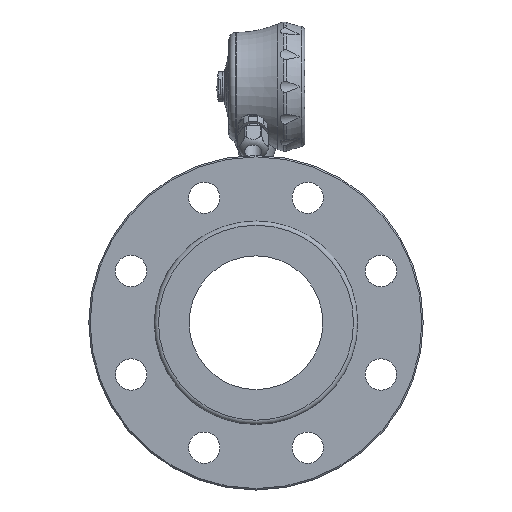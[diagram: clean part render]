
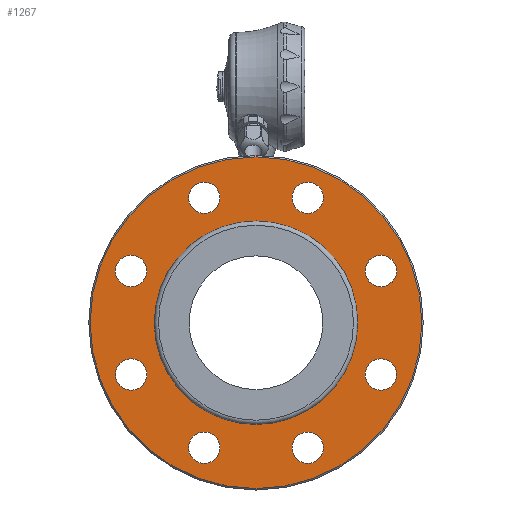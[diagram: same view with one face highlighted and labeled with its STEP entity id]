
A CAD part, front view. The second image highlights one B-rep face of the part: STEP entity #1267.
In plain terms, the highlighted planar face has unit normal (0, -1, 0).
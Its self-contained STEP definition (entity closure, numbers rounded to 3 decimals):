
#1267 = ADVANCED_FACE( '', ( #2778, #2779, #2780, #2781, #2782, #2783, #2784, #2785, #2786, #2787 ), #2788, .T. );
#2778 = FACE_OUTER_BOUND( '', #4971, .T. );
#2779 = FACE_BOUND( '', #4972, .T. );
#2780 = FACE_BOUND( '', #4973, .T. );
#2781 = FACE_BOUND( '', #4974, .T. );
#2782 = FACE_BOUND( '', #4975, .T. );
#2783 = FACE_BOUND( '', #4976, .T. );
#2784 = FACE_BOUND( '', #4977, .T. );
#2785 = FACE_BOUND( '', #4978, .T. );
#2786 = FACE_BOUND( '', #4979, .T. );
#2787 = FACE_BOUND( '', #4980, .T. );
#2788 = PLANE( '', #4981 );
#4971 = EDGE_LOOP( '', ( #8989 ) );
#4972 = EDGE_LOOP( '', ( #8990 ) );
#4973 = EDGE_LOOP( '', ( #8991 ) );
#4974 = EDGE_LOOP( '', ( #8992 ) );
#4975 = EDGE_LOOP( '', ( #8993 ) );
#4976 = EDGE_LOOP( '', ( #8994 ) );
#4977 = EDGE_LOOP( '', ( #8995 ) );
#4978 = EDGE_LOOP( '', ( #8996 ) );
#4979 = EDGE_LOOP( '', ( #8997 ) );
#4980 = EDGE_LOOP( '', ( #8998 ) );
#4981 = AXIS2_PLACEMENT_3D( '', #8999, #9000, #9001 );
#8989 = ORIENTED_EDGE( '', *, *, #11803, .T. );
#8990 = ORIENTED_EDGE( '', *, *, #10331, .F. );
#8991 = ORIENTED_EDGE( '', *, *, #11666, .F. );
#8992 = ORIENTED_EDGE( '', *, *, #11804, .F. );
#8993 = ORIENTED_EDGE( '', *, *, #11805, .F. );
#8994 = ORIENTED_EDGE( '', *, *, #11744, .F. );
#8995 = ORIENTED_EDGE( '', *, *, #10792, .F. );
#8996 = ORIENTED_EDGE( '', *, *, #11738, .F. );
#8997 = ORIENTED_EDGE( '', *, *, #10836, .F. );
#8998 = ORIENTED_EDGE( '', *, *, #11806, .F. );
#8999 = CARTESIAN_POINT( '', ( 0., -117., 71.5 ) );
#9000 = DIRECTION( '', ( 0., -1., 0. ) );
#9001 = DIRECTION( '', ( 0., 0., 1. ) );
#10331 = EDGE_CURVE( '', #12137, #12137, #12138, .T. );
#10792 = EDGE_CURVE( '', #12940, #12940, #12941, .T. );
#10836 = EDGE_CURVE( '', #13014, #13014, #13015, .T. );
#11666 = EDGE_CURVE( '', #14236, #14236, #14237, .T. );
#11738 = EDGE_CURVE( '', #14326, #14326, #14327, .T. );
#11744 = EDGE_CURVE( '', #14334, #14334, #14335, .T. );
#11803 = EDGE_CURVE( '', #14406, #14406, #14407, .T. );
#11804 = EDGE_CURVE( '', #14408, #14408, #14409, .T. );
#11805 = EDGE_CURVE( '', #14410, #14410, #14411, .T. );
#11806 = EDGE_CURVE( '', #14412, #14412, #14413, .T. );
#12137 = VERTEX_POINT( '', #14988 );
#12138 = CIRCLE( '', #14989, 11. );
#12940 = VERTEX_POINT( '', #17712 );
#12941 = CIRCLE( '', #17713, 11. );
#13014 = VERTEX_POINT( '', #17829 );
#13015 = CIRCLE( '', #17830, 11. );
#14236 = VERTEX_POINT( '', #20659 );
#14237 = CIRCLE( '', #20660, 11. );
#14326 = VERTEX_POINT( '', #20950 );
#14327 = CIRCLE( '', #20951, 11. );
#14334 = VERTEX_POINT( '', #20959 );
#14335 = CIRCLE( '', #20960, 11. );
#14406 = VERTEX_POINT( '', #21076 );
#14407 = CIRCLE( '', #21077, 116.5 );
#14408 = VERTEX_POINT( '', #21078 );
#14409 = CIRCLE( '', #21079, 11. );
#14410 = VERTEX_POINT( '', #21080 );
#14411 = CIRCLE( '', #21081, 11. );
#14412 = VERTEX_POINT( '', #21082 );
#14413 = CIRCLE( '', #21083, 71.5 );
#14988 = CARTESIAN_POINT( '', ( 79.99, -117., 44.133 ) );
#14989 = AXIS2_PLACEMENT_3D( '', #21547, #21548, #21549 );
#17712 = CARTESIAN_POINT( '', ( -87.769, -117., 25.355 ) );
#17713 = AXIS2_PLACEMENT_3D( '', #22098, #22099, #22100 );
#17829 = CARTESIAN_POINT( '', ( 25.355, -117., 87.769 ) );
#17830 = AXIS2_PLACEMENT_3D( '', #22148, #22149, #22150 );
#20659 = CARTESIAN_POINT( '', ( 87.769, -117., -25.355 ) );
#20660 = AXIS2_PLACEMENT_3D( '', #22984, #22985, #22986 );
#20950 = CARTESIAN_POINT( '', ( -44.133, -117., 79.99 ) );
#20951 = AXIS2_PLACEMENT_3D( '', #23054, #23055, #23056 );
#20959 = CARTESIAN_POINT( '', ( -79.99, -117., -44.133 ) );
#20960 = AXIS2_PLACEMENT_3D( '', #23061, #23062, #23063 );
#21076 = CARTESIAN_POINT( '', ( 0., -117., 116.5 ) );
#21077 = AXIS2_PLACEMENT_3D( '', #23122, #23123, #23124 );
#21078 = CARTESIAN_POINT( '', ( 44.133, -117., -79.99 ) );
#21079 = AXIS2_PLACEMENT_3D( '', #23125, #23126, #23127 );
#21080 = CARTESIAN_POINT( '', ( -25.355, -117., -87.769 ) );
#21081 = AXIS2_PLACEMENT_3D( '', #23128, #23129, #23130 );
#21082 = CARTESIAN_POINT( '', ( 0., -117., 71.5 ) );
#21083 = AXIS2_PLACEMENT_3D( '', #23131, #23132, #23133 );
#21547 = CARTESIAN_POINT( '', ( 87.769, -117., 36.355 ) );
#21548 = DIRECTION( '', ( 0., -1., 0. ) );
#21549 = DIRECTION( '', ( -0.707, 0., 0.707 ) );
#22098 = CARTESIAN_POINT( '', ( -87.769, -117., 36.355 ) );
#22099 = DIRECTION( '', ( 0., -1., 0. ) );
#22100 = DIRECTION( '', ( 0., 0., -1. ) );
#22148 = CARTESIAN_POINT( '', ( 36.355, -117., 87.769 ) );
#22149 = DIRECTION( '', ( 0., -1., 0. ) );
#22150 = DIRECTION( '', ( -1., 0., 0. ) );
#22984 = CARTESIAN_POINT( '', ( 87.769, -117., -36.355 ) );
#22985 = DIRECTION( '', ( 0., -1., 0. ) );
#22986 = DIRECTION( '', ( 0., 0., 1. ) );
#23054 = CARTESIAN_POINT( '', ( -36.355, -117., 87.769 ) );
#23055 = DIRECTION( '', ( 0., -1., 0. ) );
#23056 = DIRECTION( '', ( -0.707, 0., -0.707 ) );
#23061 = CARTESIAN_POINT( '', ( -87.769, -117., -36.355 ) );
#23062 = DIRECTION( '', ( 0., -1., 0. ) );
#23063 = DIRECTION( '', ( 0.707, 0., -0.707 ) );
#23122 = CARTESIAN_POINT( '', ( 0., -117., 0. ) );
#23123 = DIRECTION( '', ( 0., -1., 0. ) );
#23124 = DIRECTION( '', ( 0., 0., 1. ) );
#23125 = CARTESIAN_POINT( '', ( 36.355, -117., -87.769 ) );
#23126 = DIRECTION( '', ( 0., -1., 0. ) );
#23127 = DIRECTION( '', ( 0.707, 0., 0.707 ) );
#23128 = CARTESIAN_POINT( '', ( -36.355, -117., -87.769 ) );
#23129 = DIRECTION( '', ( 0., -1., 0. ) );
#23130 = DIRECTION( '', ( 1., 0., 0. ) );
#23131 = CARTESIAN_POINT( '', ( 0., -117., 0. ) );
#23132 = DIRECTION( '', ( 0., -1., 0. ) );
#23133 = DIRECTION( '', ( 0., 0., 1. ) );
